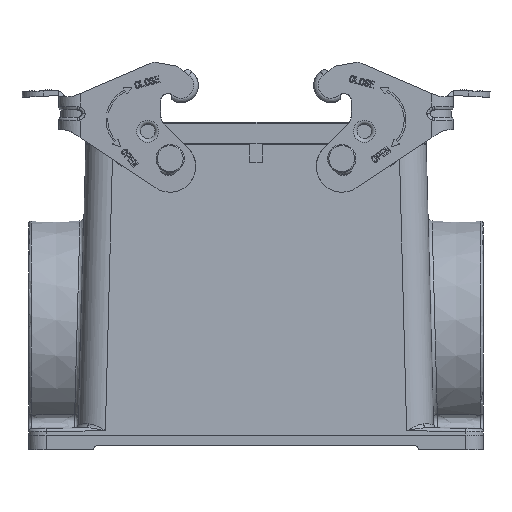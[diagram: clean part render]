
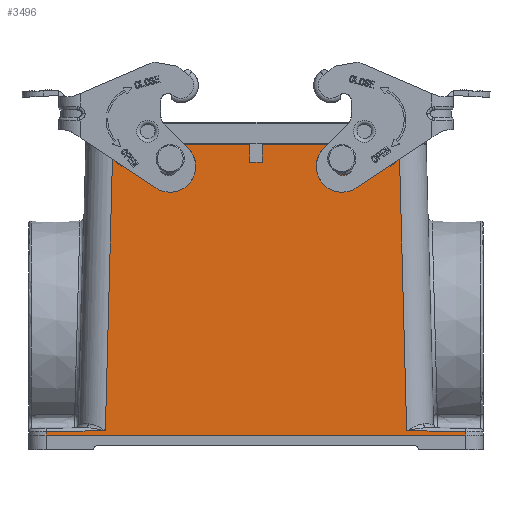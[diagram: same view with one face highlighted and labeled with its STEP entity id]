
A CAD part, front view. The second image highlights one B-rep face of the part: STEP entity #3496.
In plain terms, the highlighted planar face has unit normal (0, -1, 0.023).
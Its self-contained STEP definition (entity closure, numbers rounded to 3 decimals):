
#3496=ADVANCED_FACE('',(#6514,#6515,#6516),#5127,.F.);
#5127=PLANE('',#27206);
#5763=B_SPLINE_CURVE_WITH_KNOTS('',3,(#37109,#37110,#37111,#37112),
 .UNSPECIFIED.,.F.,.F.,(4,4),(0.,1.),.UNSPECIFIED.);
#6514=FACE_BOUND('',#7064,.T.);
#6515=FACE_BOUND('',#7065,.T.);
#6516=FACE_BOUND('',#7066,.T.);
#7064=EDGE_LOOP('',(#9257,#9258,#9259,#9260));
#7065=EDGE_LOOP('',(#9261,#9262,#9263,#9264,#9265,#9266,#9267,#9268,#9269,
#9270,#9271,#9272));
#7066=EDGE_LOOP('',(#9273,#9274,#9275,#9276));
#9000=ELLIPSE('',#27202,2.401,2.4);
#9001=ELLIPSE('',#27203,1.5,1.5);
#9002=ELLIPSE('',#27204,2.401,2.4);
#9003=ELLIPSE('',#27205,1.5,1.5);
#9257=ORIENTED_EDGE('',*,*,#19499,.F.);
#9258=ORIENTED_EDGE('',*,*,#19500,.F.);
#9259=ORIENTED_EDGE('',*,*,#19501,.F.);
#9260=ORIENTED_EDGE('',*,*,#19502,.F.);
#9261=ORIENTED_EDGE('',*,*,#19503,.T.);
#9262=ORIENTED_EDGE('',*,*,#19504,.T.);
#9263=ORIENTED_EDGE('',*,*,#19505,.F.);
#9264=ORIENTED_EDGE('',*,*,#19506,.F.);
#9265=ORIENTED_EDGE('',*,*,#19507,.F.);
#9266=ORIENTED_EDGE('',*,*,#19508,.T.);
#9267=ORIENTED_EDGE('',*,*,#19509,.T.);
#9268=ORIENTED_EDGE('',*,*,#19510,.T.);
#9269=ORIENTED_EDGE('',*,*,#19511,.T.);
#9270=ORIENTED_EDGE('',*,*,#19512,.T.);
#9271=ORIENTED_EDGE('',*,*,#19513,.T.);
#9272=ORIENTED_EDGE('',*,*,#19514,.T.);
#9273=ORIENTED_EDGE('',*,*,#19515,.F.);
#9274=ORIENTED_EDGE('',*,*,#19516,.F.);
#9275=ORIENTED_EDGE('',*,*,#19517,.F.);
#9276=ORIENTED_EDGE('',*,*,#19518,.F.);
#16969=VERTEX_POINT('',#37083);
#16970=VERTEX_POINT('',#37084);
#16971=VERTEX_POINT('',#37086);
#16972=VERTEX_POINT('',#37088);
#16973=VERTEX_POINT('',#37091);
#16974=VERTEX_POINT('',#37092);
#16975=VERTEX_POINT('',#37094);
#16976=VERTEX_POINT('',#37096);
#16977=VERTEX_POINT('',#37098);
#16978=VERTEX_POINT('',#37100);
#16979=VERTEX_POINT('',#37102);
#16980=VERTEX_POINT('',#37104);
#16981=VERTEX_POINT('',#37106);
#16982=VERTEX_POINT('',#37108);
#16983=VERTEX_POINT('',#37113);
#16984=VERTEX_POINT('',#37115);
#16985=VERTEX_POINT('',#37118);
#16986=VERTEX_POINT('',#37119);
#16987=VERTEX_POINT('',#37121);
#16988=VERTEX_POINT('',#37123);
#19499=EDGE_CURVE('',#16969,#16970,#23355,.T.);
#19500=EDGE_CURVE('',#16971,#16969,#9000,.T.);
#19501=EDGE_CURVE('',#16972,#16971,#23356,.T.);
#19502=EDGE_CURVE('',#16970,#16972,#9001,.T.);
#19503=EDGE_CURVE('',#16973,#16974,#23357,.T.);
#19504=EDGE_CURVE('',#16974,#16975,#23358,.T.);
#19505=EDGE_CURVE('',#16976,#16975,#23359,.T.);
#19506=EDGE_CURVE('',#16977,#16976,#23360,.T.);
#19507=EDGE_CURVE('',#16978,#16977,#23361,.T.);
#19508=EDGE_CURVE('',#16978,#16979,#23362,.T.);
#19509=EDGE_CURVE('',#16979,#16980,#23363,.T.);
#19510=EDGE_CURVE('',#16980,#16981,#23364,.T.);
#19511=EDGE_CURVE('',#16981,#16982,#23365,.T.);
#19512=EDGE_CURVE('',#16982,#16983,#5763,.T.);
#19513=EDGE_CURVE('',#16983,#16984,#23366,.T.);
#19514=EDGE_CURVE('',#16984,#16973,#23367,.T.);
#19515=EDGE_CURVE('',#16985,#16986,#23368,.T.);
#19516=EDGE_CURVE('',#16987,#16985,#9002,.T.);
#19517=EDGE_CURVE('',#16988,#16987,#23369,.T.);
#19518=EDGE_CURVE('',#16986,#16988,#9003,.T.);
#23355=LINE('',#37082,#25250);
#23356=LINE('',#37087,#25251);
#23357=LINE('',#37090,#25252);
#23358=LINE('',#37093,#25253);
#23359=LINE('',#37095,#25254);
#23360=LINE('',#37097,#25255);
#23361=LINE('',#37099,#25256);
#23362=LINE('',#37101,#25257);
#23363=LINE('',#37103,#25258);
#23364=LINE('',#37105,#25259);
#23365=LINE('',#37107,#25260);
#23366=LINE('',#37114,#25261);
#23367=LINE('',#37116,#25262);
#23368=LINE('',#37117,#25263);
#23369=LINE('',#37122,#25264);
#25250=VECTOR('',#29846,1.);
#25251=VECTOR('',#29849,1.);
#25252=VECTOR('',#29852,1.);
#25253=VECTOR('',#29853,1.);
#25254=VECTOR('',#29854,1.);
#25255=VECTOR('',#29855,1.);
#25256=VECTOR('',#29856,1.);
#25257=VECTOR('',#29857,1.);
#25258=VECTOR('',#29858,1.);
#25259=VECTOR('',#29859,1.);
#25260=VECTOR('',#29860,1.);
#25261=VECTOR('',#29861,1.);
#25262=VECTOR('',#29862,1.);
#25263=VECTOR('',#29863,1.);
#25264=VECTOR('',#29866,1.);
#27202=AXIS2_PLACEMENT_3D('',#37085,#29847,#29848);
#27203=AXIS2_PLACEMENT_3D('',#37089,#29850,#29851);
#27204=AXIS2_PLACEMENT_3D('',#37120,#29864,#29865);
#27205=AXIS2_PLACEMENT_3D('',#37124,#29867,#29868);
#27206=AXIS2_PLACEMENT_3D('',#37125,#29869,#29870);
#29846=DIRECTION('',(-1.,0.,0.));
#29847=DIRECTION('',(0.,-1.,0.023));
#29848=DIRECTION('',(0.,0.023,1.));
#29849=DIRECTION('',(-1.,0.,0.));
#29850=DIRECTION('',(0.,-1.,0.023));
#29851=DIRECTION('',(0.,-0.023,-1.));
#29852=DIRECTION('',(-0.026,0.023,0.999));
#29853=DIRECTION('',(-1.,0.,0.));
#29854=DIRECTION('',(0.,0.023,1.));
#29855=DIRECTION('',(1.,0.,0.));
#29856=DIRECTION('',(0.,-0.023,-1.));
#29857=DIRECTION('',(-1.,0.,0.));
#29858=DIRECTION('',(-0.026,-0.023,-0.999));
#29859=DIRECTION('',(-1.,0.,-0.017));
#29860=DIRECTION('',(0.,-0.023,-1.));
#29861=DIRECTION('',(0.,0.023,1.));
#29862=DIRECTION('',(-1.,0.,0.017));
#29863=DIRECTION('',(-1.,0.,0.));
#29864=DIRECTION('',(0.,-1.,0.023));
#29865=DIRECTION('',(0.,0.023,1.));
#29866=DIRECTION('',(-1.,0.,0.));
#29867=DIRECTION('',(0.,-1.,0.023));
#29868=DIRECTION('',(0.,-0.023,-1.));
#29869=DIRECTION('',(0.,1.,-0.023));
#29870=DIRECTION('',(0.,-0.023,-1.));
#37082=CARTESIAN_POINT('',(0.,-41.339,74.448));
#37083=CARTESIAN_POINT('',(-21.1,-41.339,74.448));
#37084=CARTESIAN_POINT('',(-22.,-41.339,74.448));
#37085=CARTESIAN_POINT('',(-23.5,-41.339,74.448));
#37086=CARTESIAN_POINT('',(-25.9,-41.339,74.448));
#37087=CARTESIAN_POINT('',(0.,-41.339,74.448));
#37088=CARTESIAN_POINT('',(-25.,-41.339,74.448));
#37089=CARTESIAN_POINT('',(-23.5,-41.339,74.448));
#37090=CARTESIAN_POINT('',(39.206,-41.253,78.25));
#37091=CARTESIAN_POINT('',(41.257,-43.025,-0.061));
#37092=CARTESIAN_POINT('',(39.206,-41.253,78.253));
#37093=CARTESIAN_POINT('',(0.,-41.253,78.253));
#37094=CARTESIAN_POINT('',(1.75,-41.253,78.253));
#37095=CARTESIAN_POINT('',(1.75,-41.276,77.253));
#37096=CARTESIAN_POINT('',(1.75,-41.362,73.448));
#37097=CARTESIAN_POINT('',(0.,-41.362,73.448));
#37098=CARTESIAN_POINT('',(-1.75,-41.362,73.448));
#37099=CARTESIAN_POINT('',(-1.75,-41.163,82.252));
#37100=CARTESIAN_POINT('',(-1.75,-41.253,78.253));
#37101=CARTESIAN_POINT('',(0.,-41.253,78.253));
#37102=CARTESIAN_POINT('',(-39.206,-41.253,78.253));
#37103=CARTESIAN_POINT('',(-41.372,-43.124,-4.469));
#37104=CARTESIAN_POINT('',(-41.257,-43.025,-0.061));
#37105=CARTESIAN_POINT('',(-0.108,-43.008,0.657));
#37106=CARTESIAN_POINT('',(-57.399,-43.031,-0.343));
#37107=CARTESIAN_POINT('',(-57.399,-43.149,-5.552));
#37108=CARTESIAN_POINT('',(-57.399,-43.052,-1.265));
#37109=CARTESIAN_POINT('',(-57.399,-43.052,-1.265));
#37110=CARTESIAN_POINT('',(-19.133,-43.052,-1.265));
#37111=CARTESIAN_POINT('',(19.133,-43.052,-1.265));
#37112=CARTESIAN_POINT('',(57.399,-43.052,-1.265));
#37113=CARTESIAN_POINT('',(57.399,-43.052,-1.265));
#37114=CARTESIAN_POINT('',(57.399,-43.149,-5.552));
#37115=CARTESIAN_POINT('',(57.399,-43.031,-0.343));
#37116=CARTESIAN_POINT('',(0.108,-43.008,0.657));
#37117=CARTESIAN_POINT('',(0.,-41.339,74.448));
#37118=CARTESIAN_POINT('',(25.9,-41.339,74.448));
#37119=CARTESIAN_POINT('',(25.,-41.339,74.448));
#37120=CARTESIAN_POINT('',(23.5,-41.339,74.448));
#37121=CARTESIAN_POINT('',(21.1,-41.339,74.448));
#37122=CARTESIAN_POINT('',(0.,-41.339,74.448));
#37123=CARTESIAN_POINT('',(22.,-41.339,74.448));
#37124=CARTESIAN_POINT('',(23.5,-41.339,74.448));
#37125=CARTESIAN_POINT('',(0.,-43.149,-5.552));
